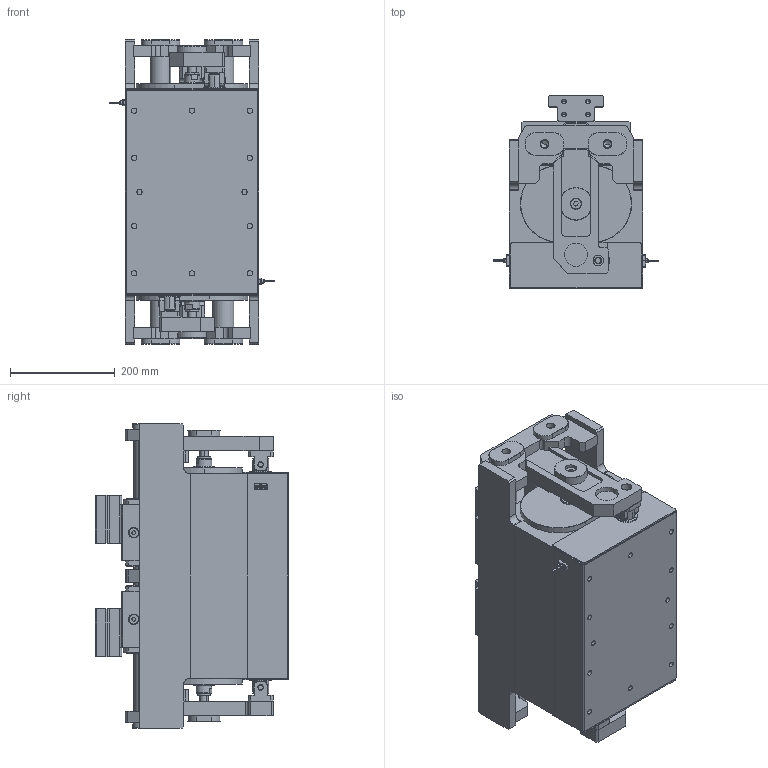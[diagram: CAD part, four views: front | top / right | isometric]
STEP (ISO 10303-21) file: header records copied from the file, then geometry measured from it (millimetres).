
FILE_DESCRIPTION (( 'STEP AP203' ), '1' );
FILE_NAME ('TJS-150-580.STEP', '2024-12-12T08:29:46', ( 'USER-' ), ( 'Microsoft' ), 'SwSTEP 2.0', 'SolidWorks 2018', '' );
FILE_SCHEMA (( 'CONFIG_CONTROL_DESIGN' ));
Length unit declared in the file: millimetre
Products named in the file (32): JB-L105H-05-02軗ァ酗极; JB-L105H-S-22坶踡羲壽釱; JB-L105H-02-08 粣結极; JB-L105H-02-06法兰挡圈; JB-L105H-02-03耜迖极; JB-L105H-01-01B 蜊倰釱极; 35x18-R3; JB-L105H-03-04浮动圈; JB-L105H-04-02喘沭粣; JB-L105H-03-05諶裔; JB-L105H-05-01軗ァ奻极; 8-45諉輪換覜ん尨; JB-L105H-03-02腹雄薊芛; JB-L105H-02-01嫖粣; JB-L105H-02-10C 蜊倰猾啣; JB-L105H-01-05前轴套; JB-L105H-03-06C 薊粣釱; TJS-150-580; JB-L105H-06-02ëձѹƬ; JB-L105H-01-03活塞杆; JB-L105H-02-13C 奻結え; JB-L105H-02-12喘粣誘杶; JB-L105H-01-04B 湮倰猾裔; JB-L105H-02-04前后托台; JB-L105H-03-07B种粣蜊; JB-L105H-06-01禱梇圉遠; JB-L105H-02-11蚾潰聆耜迖极; JB-L105H-03-01B驱动角座新; JB-L105H-02-09B 蜊倰菁裔极; JB-L105H-03-03B 蜊倰旳諉极; JB-L105H-02-07笢弇嘐殤; JB-L105H-02-05凸榫安装体侧加注
Assembly tree (76 placements, depth 2):
  TJS-150-580
    JB-L105H-01-01B 蜊倰釱极
    JB-L105H-01-03活塞杆  x2
    JB-L105H-01-05前轴套  x2
    JB-L105H-02-11蚾潰聆耜迖极
    JB-L105H-02-03耜迖极
    JB-L105H-02-04前后托台  x2
    JB-L105H-02-01嫖粣  x2
    JB-L105H-02-05凸榫安装体侧加注  x2
    JB-L105H-02-07笢弇嘐殤
    JB-L105H-03-01B驱动角座新  x2
    JB-L105H-03-02腹雄薊芛  x2
    JB-L105H-03-04浮动圈  x2
    JB-L105H-02-06法兰挡圈  x8
    JB-L105H-05-01軗ァ奻极
    JB-L105H-05-02軗ァ酗极
    JB-L105H-02-09B 蜊倰菁裔极
    JB-L105H-03-05諶裔  x2
    JB-L105H-04-02喘沭粣  x2
    JB-L105H-01-04B 湮倰猾裔  x2
    JB-L105H-03-03B 蜊倰旳諉极  x2
    JB-L105H-03-07B种粣蜊  x2
    JB-L105H-02-10C 蜊倰猾啣  x2
    JB-L105H-06-01禱梇圉遠  x2
    JB-L105H-06-02ëձѹƬ  x16
    JB-L105H-02-12喘粣誘杶  x2
    JB-L105H-02-13C 奻結え  x2
    JB-L105H-02-08 粣結极  x4
    JB-L105H-S-22坶踡羲壽釱  x2
    8-45諉輪換覜ん尨  x2
    JB-L105H-03-06C 薊粣釱  x2
    35x18-R3
Bounding box: 316 x 368 x 580 mm (x, y, z)
Volume: 32715282.9 mm3; surface area: 2312278.9 mm2
Topology: 76 solids, 102 shells, 2872 faces, 7330 edges, 4702 vertices
Faces by surface type: plane 1275, cylinder 903, cone 400, bspline 274, sphere 16, torus 4
Entity records: 64951 total; most frequent: CARTESIAN_POINT 21611, ORIENTED_EDGE 8278, DIRECTION 7377, EDGE_CURVE 4139, VERTEX_POINT 2718, VECTOR 2653, LINE 2653, AXIS2_PLACEMENT_3D 2362
